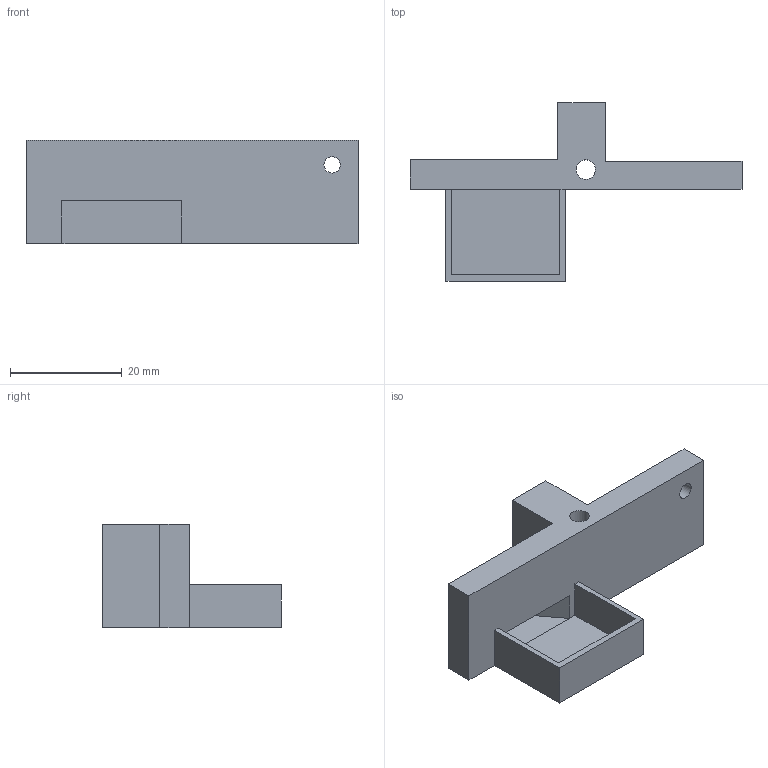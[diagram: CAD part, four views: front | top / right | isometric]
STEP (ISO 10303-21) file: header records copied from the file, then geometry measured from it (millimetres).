
FILE_DESCRIPTION(('FreeCAD Model'),'2;1');
FILE_NAME('e3d_v6_fan_duct.step','2018-12-28T22:47:09',('Felix Morgner'),(''), 'Open CASCADE STEP processor 7.3','FreeCAD','Unknown');
FILE_SCHEMA(('AUTOMOTIVE_DESIGN { 1 0 10303 214 1 1 1 1 }'));
Length unit declared in the file: millimetre
Products named in the file (2): E3D_v6_Fan_Duct
Assembly tree (1 placements, depth 2):
  E3D_v6_Fan_Duct
    E3D_v6_Fan_Duct
Bounding box: 59.5 x 32 x 18.5 mm (x, y, z)
Volume: 7442.3 mm3; surface area: 5348.3 mm2
Topology: 1 solids, 1 shells, 26 faces, 70 edges, 46 vertices
Faces by surface type: plane 19, bspline 4, cylinder 3
Full cylindrical faces by diameter (mm): 2.9 x1, 3.5 x1, 5.4 x1
Entity records: 1760 total; most frequent: CARTESIAN_POINT 310, DIRECTION 255, LINE 190, VECTOR 190, ORIENTED_EDGE 140, PCURVE 140, DEFINITIONAL_REPRESENTATION 140, EDGE_CURVE 70
